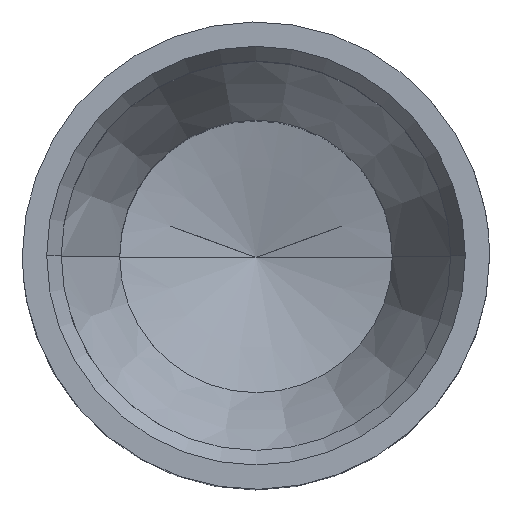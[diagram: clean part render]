
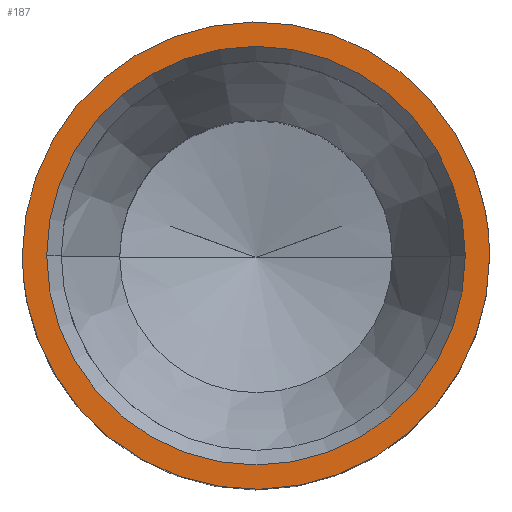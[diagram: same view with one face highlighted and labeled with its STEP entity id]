
A CAD part, top view. The second image highlights one B-rep face of the part: STEP entity #187.
In plain terms, the highlighted planar face has unit normal (0, 0, 1).
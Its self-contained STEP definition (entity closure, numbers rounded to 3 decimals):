
#54=AXIS2_PLACEMENT_3D('Circle Axis2P3D',#52,#53,$) ;
#120=AXIS2_PLACEMENT_3D('Circle Axis2P3D',#118,#119,$) ;
#133=AXIS2_PLACEMENT_3D('Plane Axis2P3D',#130,#131,#132) ;
#49=CARTESIAN_POINT('Vertex',(0.125,1.2,16.5)) ;
#52=CARTESIAN_POINT('Axis2P3D Location',(1.2,1.2,16.5)) ;
#56=CARTESIAN_POINT('Vertex',(2.275,1.2,16.5)) ;
#118=CARTESIAN_POINT('Axis2P3D Location',(1.2,1.2,16.5)) ;
#130=CARTESIAN_POINT('Axis2P3D Location',(0.125,1.2,16.5)) ;
#136=CARTESIAN_POINT('Control Point',(2.4,1.2,16.5)) ;
#137=CARTESIAN_POINT('Control Point',(2.4,1.039,16.5)) ;
#138=CARTESIAN_POINT('Control Point',(2.373,0.878,16.5)) ;
#139=CARTESIAN_POINT('Control Point',(2.319,0.723,16.5)) ;
#140=CARTESIAN_POINT('Control Point',(2.161,0.437,16.5)) ;
#141=CARTESIAN_POINT('Control Point',(1.919,0.219,16.5)) ;
#142=CARTESIAN_POINT('Control Point',(1.78,0.131,16.5)) ;
#143=CARTESIAN_POINT('Control Point',(1.479,0.005,16.5)) ;
#144=CARTESIAN_POINT('Control Point',(1.153,-0.015,16.5)) ;
#145=CARTESIAN_POINT('Control Point',(0.99,0.002,16.5)) ;
#146=CARTESIAN_POINT('Control Point',(0.676,0.091,16.5)) ;
#147=CARTESIAN_POINT('Control Point',(0.408,0.277,16.5)) ;
#148=CARTESIAN_POINT('Control Point',(0.291,0.392,16.5)) ;
#149=CARTESIAN_POINT('Control Point',(0.13,0.615,16.5)) ;
#150=CARTESIAN_POINT('Control Point',(0.038,0.872,16.5)) ;
#151=CARTESIAN_POINT('Control Point',(0.013,0.98,16.5)) ;
#152=CARTESIAN_POINT('Control Point',(0.,1.09,16.5)) ;
#153=CARTESIAN_POINT('Control Point',(0.,1.2,16.5)) ;
#154=CARTESIAN_POINT('Vertex',(2.4,1.2,16.5)) ;
#156=CARTESIAN_POINT('Vertex',(0.,1.2,16.5)) ;
#160=CARTESIAN_POINT('Control Point',(0.,1.2,16.5)) ;
#161=CARTESIAN_POINT('Control Point',(0.,1.361,16.5)) ;
#162=CARTESIAN_POINT('Control Point',(0.027,1.522,16.5)) ;
#163=CARTESIAN_POINT('Control Point',(0.081,1.677,16.5)) ;
#164=CARTESIAN_POINT('Control Point',(0.239,1.963,16.5)) ;
#165=CARTESIAN_POINT('Control Point',(0.481,2.181,16.5)) ;
#166=CARTESIAN_POINT('Control Point',(0.62,2.269,16.5)) ;
#167=CARTESIAN_POINT('Control Point',(0.921,2.395,16.5)) ;
#168=CARTESIAN_POINT('Control Point',(1.247,2.415,16.5)) ;
#169=CARTESIAN_POINT('Control Point',(1.41,2.398,16.5)) ;
#170=CARTESIAN_POINT('Control Point',(1.724,2.309,16.5)) ;
#171=CARTESIAN_POINT('Control Point',(1.992,2.123,16.5)) ;
#172=CARTESIAN_POINT('Control Point',(2.109,2.008,16.5)) ;
#173=CARTESIAN_POINT('Control Point',(2.27,1.785,16.5)) ;
#174=CARTESIAN_POINT('Control Point',(2.362,1.528,16.5)) ;
#175=CARTESIAN_POINT('Control Point',(2.387,1.42,16.5)) ;
#176=CARTESIAN_POINT('Control Point',(2.4,1.31,16.5)) ;
#177=CARTESIAN_POINT('Control Point',(2.4,1.2,16.5)) ;
#53=DIRECTION('Axis2P3D Direction',(0.,0.,1.)) ;
#119=DIRECTION('Axis2P3D Direction',(0.,0.,1.)) ;
#131=DIRECTION('Axis2P3D Direction',(0.,0.,1.)) ;
#132=DIRECTION('Axis2P3D XDirection',(1.,0.,0.)) ;
#180=ORIENTED_EDGE('',*,*,#158,.F.) ;
#181=ORIENTED_EDGE('',*,*,#178,.F.) ;
#184=ORIENTED_EDGE('',*,*,#122,.T.) ;
#185=ORIENTED_EDGE('',*,*,#58,.T.) ;
#186=FACE_BOUND('',#183,.T.) ;
#187=ADVANCED_FACE('MANIFOLD_SOLID_BREP #30',(#182,#186),#134,.T.) ;
#135=B_SPLINE_CURVE_WITH_KNOTS('',5,(#136,#137,#138,#139,#140,#141,#142,#143,#144,#145,#146,#147,#148,#149,#150,#151,#152,#153),.UNSPECIFIED.,.F.,.U.,(6,3,3,3,3,6),(0.,1.138,2.277,3.415,4.554,5.331),.UNSPECIFIED.) ;
#159=B_SPLINE_CURVE_WITH_KNOTS('',5,(#160,#161,#162,#163,#164,#165,#166,#167,#168,#169,#170,#171,#172,#173,#174,#175,#176,#177),.UNSPECIFIED.,.F.,.U.,(6,3,3,3,3,6),(0.,1.138,2.277,3.415,4.554,5.331),.UNSPECIFIED.) ;
#55=CIRCLE('generated circle',#54,1.075) ;
#121=CIRCLE('generated circle',#120,1.075) ;
#58=EDGE_CURVE('',#57,#50,#55,.F.) ;
#122=EDGE_CURVE('',#50,#57,#121,.F.) ;
#158=EDGE_CURVE('',#155,#157,#135,.T.) ;
#178=EDGE_CURVE('',#157,#155,#159,.T.) ;
#179=EDGE_LOOP('',(#180,#181)) ;
#183=EDGE_LOOP('',(#184,#185)) ;
#182=FACE_OUTER_BOUND('',#179,.T.) ;
#134=PLANE('',#133) ;
#50=VERTEX_POINT('',#49) ;
#57=VERTEX_POINT('',#56) ;
#155=VERTEX_POINT('',#154) ;
#157=VERTEX_POINT('',#156) ;
